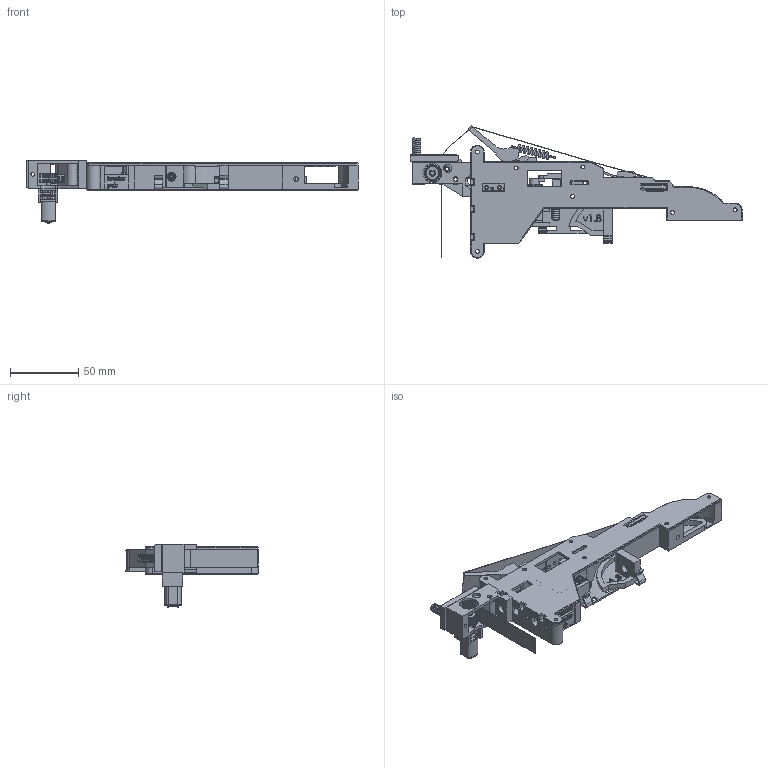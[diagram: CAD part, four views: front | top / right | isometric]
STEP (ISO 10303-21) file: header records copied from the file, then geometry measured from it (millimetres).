
FILE_DESCRIPTION (( 'STEP AP214' ), '1' );
FILE_NAME ('assembly_feeder_16mm.step', '2018-12-18T16:18:29', ( '' ), ( '' ), 'SwSTEP 2.0', 'SolidWorks 2018', '' );
FILE_SCHEMA (( 'AUTOMOTIVE_DESIGN' ));
Length unit declared in the file: millimetre
Products named in the file (26): vorspanner_rad; gm12-n20_Predeterminado; spooler; spooler_mountplate_v2; Micro Switch Button; tape_stripe; motor_assembly; petg_spring_advancer; disabler; n20-motor-pcbv3; feeder_pin_new; base_cover; servoarm; DIN - Spur gear 0.7M 17T 20PA 5,5FW ---S17A75H50L7N_driven_DIN - Spur gear 0.7M 17T 20PA 5,5FW ---S17A75H50L7N; spring; base; schaft_g12-n20_Predeterminado; lever_servo_advancer; tape_pushdown_springloaded; PRT0002; lever_coverswitch_pullingSpring; DIN - Spur gear 0.7M 17T 20PA 5,5FW ---S17A75H50L7N_DIN - Spur gear 0.7M 17T 20PA 5,5FW ---S17A75H50L7N; Teil2^0_assembly_feeder; gm12-n20; assembly_feeder_16mm; spring_pull
Assembly tree (26 placements, depth 4):
  assembly_feeder_16mm
    base
    motor_assembly
      PRT0002
      servoarm
    lever_servo_advancer
    tape_stripe
    base_cover
    feeder_pin_new
    petg_spring_advancer
    Micro Switch Button
    Teil2^0_assembly_feeder
    spooler
      spooler_mountplate_v2
      gm12-n20
        gm12-n20_Predeterminado
        schaft_g12-n20_Predeterminado
      vorspanner_rad
      DIN - Spur gear 0.7M 17T 20PA 5,5FW ---S17A75H50L7N_DIN - Spur gear 0.7M 17T 20PA 5,5FW ---S17A75H50L7N
      DIN - Spur gear 0.7M 17T 20PA 5,5FW ---S17A75H50L7N_driven_DIN - Spur gear 0.7M 17T 20PA 5,5FW ---S17A75H50L7N
      spring
    lever_coverswitch_pullingSpring
    tape_pushdown_springloaded
    spring
    spring_pull
    disabler
    n20-motor-pcbv3
Bounding box: 244 x 97.25 x 46.3 mm (x, y, z)
Volume: 92198.8 mm3; surface area: 90660.6 mm2
Topology: 41 solids, 41 shells, 2397 faces, 5997 edges, 3768 vertices
Faces by surface type: plane 1227, cylinder 619, cone 371, bspline 180
Entity records: 86081 total; most frequent: CARTESIAN_POINT 25123, ORIENTED_EDGE 11922, DIRECTION 11499, EDGE_CURVE 5961, AXIS2_PLACEMENT_3D 3911, VERTEX_POINT 3763, LINE 3677, VECTOR 3677
